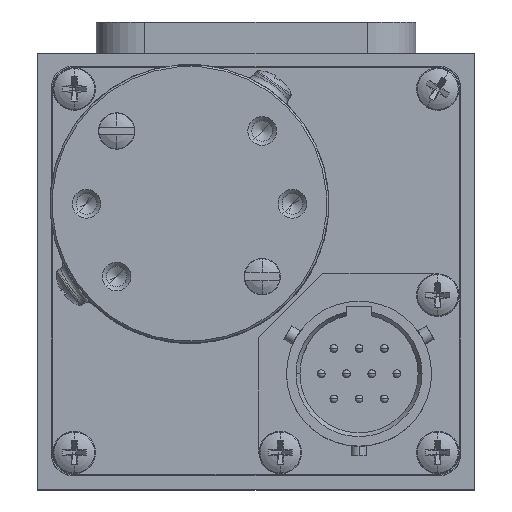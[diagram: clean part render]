
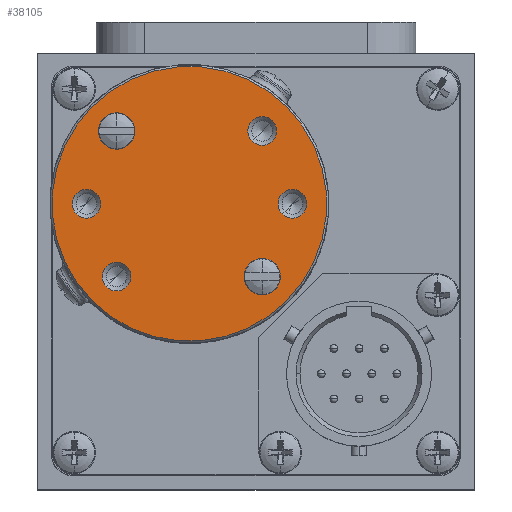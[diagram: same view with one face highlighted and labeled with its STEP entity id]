
A CAD part, top view. The second image highlights one B-rep face of the part: STEP entity #38105.
In plain terms, the highlighted planar face has unit normal (0, 0, 1).
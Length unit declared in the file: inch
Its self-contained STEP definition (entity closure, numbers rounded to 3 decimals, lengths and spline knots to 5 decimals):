
#344 = DIRECTION ( 'NONE',  ( 0., 0., -1. ) ) ;
#416 = CARTESIAN_POINT ( 'NONE',  ( 0.03197, -0.03197, 4.437 ) ) ;
#1662 = CIRCLE ( 'NONE', #10352, 0.074 ) ;
#2026 = CARTESIAN_POINT ( 'NONE',  ( -0.82217, 0.39583, 4.437 ) ) ;
#2314 = CIRCLE ( 'NONE', #12008, 0.074 ) ;
#2703 = CARTESIAN_POINT ( 'NONE',  ( 0.13517, 0.29117, 4.437 ) ) ;
#2866 = EDGE_CURVE ( 'NONE', #29021, #43763, #8290, .T. ) ;
#4085 = ORIENTED_EDGE ( 'NONE', *, *, #13139, .F. ) ;
#4188 = FACE_BOUND ( 'NONE', #12783, .T. ) ;
#4592 = VERTEX_POINT ( 'NONE', #22889 ) ;
#4984 = FACE_BOUND ( 'NONE', #35658, .T. ) ;
#5665 = AXIS2_PLACEMENT_3D ( 'NONE', #30428, #8575, #29880 ) ;
#5985 = CARTESIAN_POINT ( 'NONE',  ( -0.92683, 0.29117, 4.437 ) ) ;
#6245 = EDGE_CURVE ( 'NONE', #39703, #25531, #27627, .T. ) ;
#6710 = CARTESIAN_POINT ( 'NONE',  ( 0.09826, 0.03432, 4.437 ) ) ;
#7086 = EDGE_CURVE ( 'NONE', #10041, #27099, #49017, .T. ) ;
#7211 = CARTESIAN_POINT ( 'NONE',  ( 0.1875, 0.3435, 4.437 ) ) ;
#7679 = DIRECTION ( 'NONE',  ( 0., 0., 1. ) ) ;
#7727 = VERTEX_POINT ( 'NONE', #32830 ) ;
#8132 = ORIENTED_EDGE ( 'NONE', *, *, #6245, .F. ) ;
#8277 = ORIENTED_EDGE ( 'NONE', *, *, #53422, .F. ) ;
#8290 = CIRCLE ( 'NONE', #16254, 0.09375 ) ;
#8295 = CIRCLE ( 'NONE', #20656, 0.074 ) ;
#8463 = CARTESIAN_POINT ( 'NONE',  ( -0.8745, 0.3435, 4.437 ) ) ;
#8575 = DIRECTION ( 'NONE',  ( 0., 0., 1. ) ) ;
#9812 = CIRCLE ( 'NONE', #13367, 0.074 ) ;
#10041 = VERTEX_POINT ( 'NONE', #35497 ) ;
#10202 = DIRECTION ( 'NONE',  ( 0., 0., 1. ) ) ;
#10352 = AXIS2_PLACEMENT_3D ( 'NONE', #7211, #23780, #36287 ) ;
#10443 = CIRCLE ( 'NONE', #18375, 0.09375 ) ;
#10749 = EDGE_CURVE ( 'NONE', #31192, #4592, #9812, .T. ) ;
#11666 = DIRECTION ( 'NONE',  ( 0.707, 0.707, 0. ) ) ;
#11881 = CARTESIAN_POINT ( 'NONE',  ( 0.03197, 0.71897, 4.437 ) ) ;
#12008 = AXIS2_PLACEMENT_3D ( 'NONE', #15441, #7679, #53630 ) ;
#12241 = EDGE_CURVE ( 'NONE', #7727, #46368, #1662, .T. ) ;
#12358 = DIRECTION ( 'NONE',  ( 0., 0., 1. ) ) ;
#12653 = DIRECTION ( 'NONE',  ( -0.707, -0.707, 0. ) ) ;
#12783 = EDGE_LOOP ( 'NONE', ( #44038, #8277 ) ) ;
#13139 = EDGE_CURVE ( 'NONE', #27099, #10041, #10443, .T. ) ;
#13337 = FACE_OUTER_BOUND ( 'NONE', #24452, .T. ) ;
#13367 = AXIS2_PLACEMENT_3D ( 'NONE', #14814, #35039, #31130 ) ;
#13521 = ORIENTED_EDGE ( 'NONE', *, *, #10749, .F. ) ;
#14101 = EDGE_CURVE ( 'NONE', #43763, #29021, #50265, .T. ) ;
#14814 = CARTESIAN_POINT ( 'NONE',  ( -0.71897, -0.03197, 4.437 ) ) ;
#15441 = CARTESIAN_POINT ( 'NONE',  ( 0.1875, 0.3435, 4.437 ) ) ;
#15518 = AXIS2_PLACEMENT_3D ( 'NONE', #11881, #28714, #45616 ) ;
#15718 = VERTEX_POINT ( 'NONE', #34761 ) ;
#16254 = AXIS2_PLACEMENT_3D ( 'NONE', #19330, #12358, #46101 ) ;
#16436 = CARTESIAN_POINT ( 'NONE',  ( -0.02035, 0.66665, 4.437 ) ) ;
#16512 = EDGE_LOOP ( 'NONE', ( #47557, #8132 ) ) ;
#16561 = CIRCLE ( 'NONE', #42181, 0.7085 ) ;
#16915 = CARTESIAN_POINT ( 'NONE',  ( -0.3435, 0.3435, 4.437 ) ) ;
#17007 = CARTESIAN_POINT ( 'NONE',  ( -0.78526, 0.65268, 4.437 ) ) ;
#17212 = ORIENTED_EDGE ( 'NONE', *, *, #7086, .F. ) ;
#17356 = CARTESIAN_POINT ( 'NONE',  ( -0.3435, 0.3435, 4.437 ) ) ;
#17616 = DIRECTION ( 'NONE',  ( 0., 0., 1. ) ) ;
#17990 = CARTESIAN_POINT ( 'NONE',  ( 0.03197, -0.03197, 4.437 ) ) ;
#18165 = VERTEX_POINT ( 'NONE', #40768 ) ;
#18375 = AXIS2_PLACEMENT_3D ( 'NONE', #17990, #30167, #51222 ) ;
#19330 = CARTESIAN_POINT ( 'NONE',  ( -0.71897, 0.71897, 4.437 ) ) ;
#19899 = CIRCLE ( 'NONE', #49981, 0.7085 ) ;
#19930 = CARTESIAN_POINT ( 'NONE',  ( 0.03197, 0.71897, 4.437 ) ) ;
#20656 = AXIS2_PLACEMENT_3D ( 'NONE', #39762, #35587, #30619 ) ;
#20970 = VERTEX_POINT ( 'NONE', #16436 ) ;
#21035 = FACE_BOUND ( 'NONE', #40359, .T. ) ;
#21306 = PLANE ( 'NONE',  #49941 ) ;
#21368 = DIRECTION ( 'NONE',  ( 0., 0., 1. ) ) ;
#21458 = VERTEX_POINT ( 'NONE', #47595 ) ;
#21806 = EDGE_CURVE ( 'NONE', #21458, #20970, #49081, .T. ) ;
#21928 = EDGE_CURVE ( 'NONE', #46368, #7727, #2314, .T. ) ;
#22889 = CARTESIAN_POINT ( 'NONE',  ( -0.66665, 0.02035, 4.437 ) ) ;
#23347 = EDGE_CURVE ( 'NONE', #18165, #15718, #19899, .T. ) ;
#23780 = DIRECTION ( 'NONE',  ( 0., 0., 1. ) ) ;
#24452 = EDGE_LOOP ( 'NONE', ( #26283, #31904 ) ) ;
#24707 = EDGE_LOOP ( 'NONE', ( #4085, #17212 ) ) ;
#25531 = VERTEX_POINT ( 'NONE', #2026 ) ;
#26283 = ORIENTED_EDGE ( 'NONE', *, *, #26456, .T. ) ;
#26456 = EDGE_CURVE ( 'NONE', #15718, #18165, #16561, .T. ) ;
#27099 = VERTEX_POINT ( 'NONE', #6710 ) ;
#27627 = CIRCLE ( 'NONE', #34751, 0.074 ) ;
#28714 = DIRECTION ( 'NONE',  ( 0., 0., 1. ) ) ;
#29021 = VERTEX_POINT ( 'NONE', #44587 ) ;
#29510 = CIRCLE ( 'NONE', #5665, 0.074 ) ;
#29880 = DIRECTION ( 'NONE',  ( 0.707, 0.707, 0. ) ) ;
#30167 = DIRECTION ( 'NONE',  ( 0., 0., 1. ) ) ;
#30179 = DIRECTION ( 'NONE',  ( -1., 0., 0. ) ) ;
#30257 = DIRECTION ( 'NONE',  ( 0.707, 0.707, 0. ) ) ;
#30428 = CARTESIAN_POINT ( 'NONE',  ( -0.8745, 0.3435, 4.437 ) ) ;
#30619 = DIRECTION ( 'NONE',  ( 0.707, 0.707, 0. ) ) ;
#31130 = DIRECTION ( 'NONE',  ( 0.707, 0.707, 0. ) ) ;
#31192 = VERTEX_POINT ( 'NONE', #48187 ) ;
#31904 = ORIENTED_EDGE ( 'NONE', *, *, #23347, .T. ) ;
#32229 = AXIS2_PLACEMENT_3D ( 'NONE', #416, #51312, #30257 ) ;
#32830 = CARTESIAN_POINT ( 'NONE',  ( 0.23983, 0.39583, 4.437 ) ) ;
#34751 = AXIS2_PLACEMENT_3D ( 'NONE', #8463, #17616, #46369 ) ;
#34761 = CARTESIAN_POINT ( 'NONE',  ( -0.84449, -0.15749, 4.437 ) ) ;
#35039 = DIRECTION ( 'NONE',  ( 0., 0., 1. ) ) ;
#35497 = CARTESIAN_POINT ( 'NONE',  ( -0.03432, -0.09826, 4.437 ) ) ;
#35587 = DIRECTION ( 'NONE',  ( 0., 0., 1. ) ) ;
#35658 = EDGE_LOOP ( 'NONE', ( #44821, #13521 ) ) ;
#36287 = DIRECTION ( 'NONE',  ( 0.707, 0.707, 0. ) ) ;
#37960 = FACE_BOUND ( 'NONE', #16512, .T. ) ;
#38105 = ADVANCED_FACE ( 'NONE', ( #42127, #46515, #4984, #4188, #21035, #37960, #13337 ), #21306, .F. ) ;
#38443 = ORIENTED_EDGE ( 'NONE', *, *, #21928, .F. ) ;
#39077 = EDGE_LOOP ( 'NONE', ( #52732, #41990 ) ) ;
#39703 = VERTEX_POINT ( 'NONE', #5985 ) ;
#39762 = CARTESIAN_POINT ( 'NONE',  ( -0.71897, -0.03197, 4.437 ) ) ;
#40359 = EDGE_LOOP ( 'NONE', ( #48175, #38443 ) ) ;
#40400 = DIRECTION ( 'NONE',  ( -0.707, -0.707, 0. ) ) ;
#40768 = CARTESIAN_POINT ( 'NONE',  ( 0.15749, 0.84449, 4.437 ) ) ;
#40856 = AXIS2_PLACEMENT_3D ( 'NONE', #19930, #49556, #11666 ) ;
#41990 = ORIENTED_EDGE ( 'NONE', *, *, #14101, .F. ) ;
#42127 = FACE_BOUND ( 'NONE', #24707, .T. ) ;
#42181 = AXIS2_PLACEMENT_3D ( 'NONE', #44250, #10202, #40400 ) ;
#42620 = CIRCLE ( 'NONE', #40856, 0.074 ) ;
#43465 = EDGE_CURVE ( 'NONE', #4592, #31192, #8295, .T. ) ;
#43763 = VERTEX_POINT ( 'NONE', #17007 ) ;
#44038 = ORIENTED_EDGE ( 'NONE', *, *, #21806, .F. ) ;
#44250 = CARTESIAN_POINT ( 'NONE',  ( -0.3435, 0.3435, 4.437 ) ) ;
#44587 = CARTESIAN_POINT ( 'NONE',  ( -0.65268, 0.78526, 4.437 ) ) ;
#44821 = ORIENTED_EDGE ( 'NONE', *, *, #43465, .F. ) ;
#45616 = DIRECTION ( 'NONE',  ( 0.707, 0.707, 0. ) ) ;
#46101 = DIRECTION ( 'NONE',  ( 0.707, 0.707, 0. ) ) ;
#46368 = VERTEX_POINT ( 'NONE', #2703 ) ;
#46369 = DIRECTION ( 'NONE',  ( 0.707, 0.707, 0. ) ) ;
#46515 = FACE_BOUND ( 'NONE', #39077, .T. ) ;
#46734 = AXIS2_PLACEMENT_3D ( 'NONE', #47665, #21368, #51302 ) ;
#47557 = ORIENTED_EDGE ( 'NONE', *, *, #54462, .F. ) ;
#47595 = CARTESIAN_POINT ( 'NONE',  ( 0.0843, 0.7713, 4.437 ) ) ;
#47665 = CARTESIAN_POINT ( 'NONE',  ( -0.71897, 0.71897, 4.437 ) ) ;
#48175 = ORIENTED_EDGE ( 'NONE', *, *, #12241, .F. ) ;
#48187 = CARTESIAN_POINT ( 'NONE',  ( -0.7713, -0.0843, 4.437 ) ) ;
#49017 = CIRCLE ( 'NONE', #32229, 0.09375 ) ;
#49081 = CIRCLE ( 'NONE', #15518, 0.074 ) ;
#49556 = DIRECTION ( 'NONE',  ( 0., 0., 1. ) ) ;
#49941 = AXIS2_PLACEMENT_3D ( 'NONE', #16915, #344, #30179 ) ;
#49981 = AXIS2_PLACEMENT_3D ( 'NONE', #17356, #50564, #12653 ) ;
#50265 = CIRCLE ( 'NONE', #46734, 0.09375 ) ;
#50564 = DIRECTION ( 'NONE',  ( 0., 0., 1. ) ) ;
#51222 = DIRECTION ( 'NONE',  ( 0.707, 0.707, 0. ) ) ;
#51302 = DIRECTION ( 'NONE',  ( 0.707, 0.707, 0. ) ) ;
#51312 = DIRECTION ( 'NONE',  ( 0., 0., 1. ) ) ;
#52732 = ORIENTED_EDGE ( 'NONE', *, *, #2866, .F. ) ;
#53422 = EDGE_CURVE ( 'NONE', #20970, #21458, #42620, .T. ) ;
#53630 = DIRECTION ( 'NONE',  ( 0.707, 0.707, 0. ) ) ;
#54462 = EDGE_CURVE ( 'NONE', #25531, #39703, #29510, .T. ) ;
